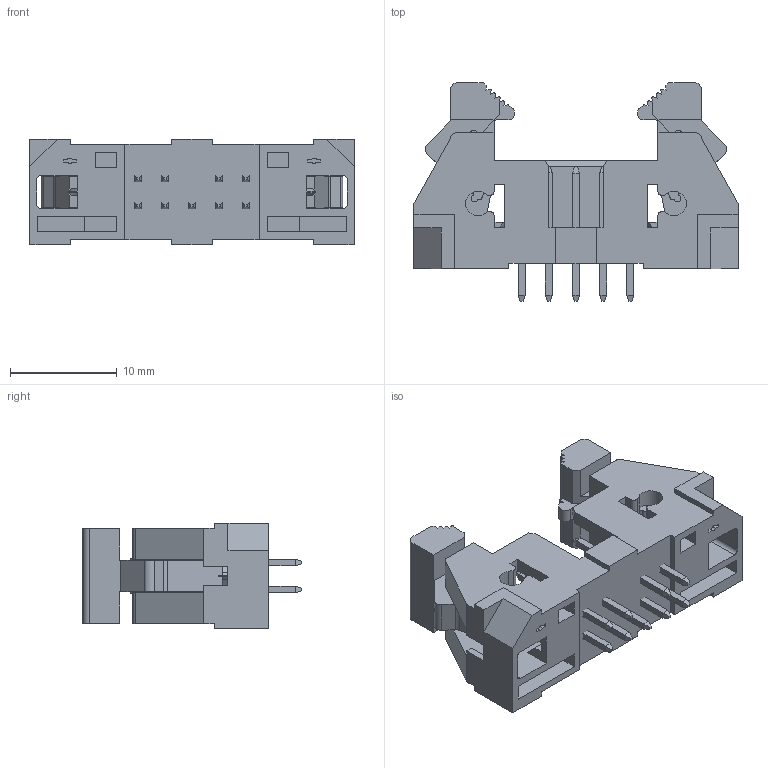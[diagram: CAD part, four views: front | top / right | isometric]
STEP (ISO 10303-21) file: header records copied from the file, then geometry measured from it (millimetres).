
FILE_DESCRIPTION(/* description */ ('STEP AP214'),/* implementation_level */ '2;1');
FILE_NAME(/* name */ 'EJH-105-01-F-D-TH-05',/* time_stamp */ '2024-06-02T11:31:41+02:00',/* author */ ('License CC BY-ND 4.0'),/* organization */ ('CADENAS'),/* preprocessor_version */ 'ST-DEVELOPER v19.3',/* originating_system */ 'PARTsolutions',/* authorisation */ ' ');
FILE_SCHEMA (('AUTOMOTIVE_DESIGN {1 0 10303 214 3 1 1}'));
Length unit declared in the file: inch
Products named in the file (5): EJH-105-01-F-D-TH-05; EJH-105-01-F-D-TH-005_t; EJH-105-01-F-D-TH-005_p; EJH-105-01-F-D-TH-0052_P; EJH-105-01-F-D-TH-005_c
Assembly tree (5 placements, depth 2):
  EJH-105-01-F-D-TH-05
    EJH-105-01-F-D-TH-005_t
    EJH-105-01-F-D-TH-005_p
    EJH-105-01-F-D-TH-0052_P
    EJH-105-01-F-D-TH-005_c  x2
Bounding box: 30.33 x 20.45 x 9.91 mm (x, y, z)
Volume: 2085.3 mm3; surface area: 3275.9 mm2
Topology: 5 solids, 5 shells, 539 faces, 1473 edges, 952 vertices
Faces by surface type: plane 431, cylinder 88, cone 20
Full cylindrical faces by diameter (mm): 0.762 x4
Entity records: 14189 total; most frequent: CARTESIAN_POINT 2518, ORIENTED_EDGE 2468, DIRECTION 2278, EDGE_CURVE 1234, LINE 1086, VECTOR 1086, VERTEX_POINT 796, AXIS2_PLACEMENT_3D 596
